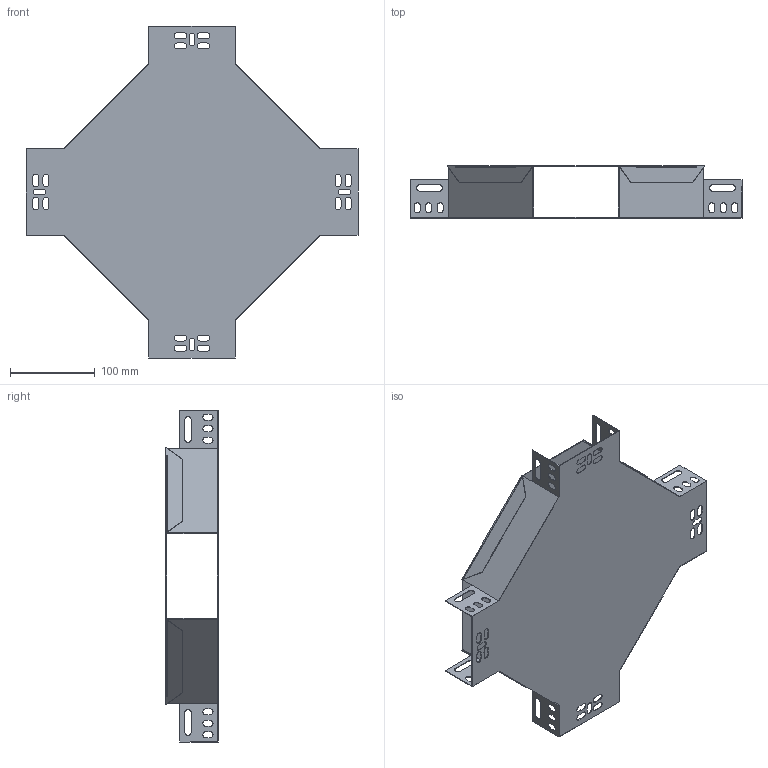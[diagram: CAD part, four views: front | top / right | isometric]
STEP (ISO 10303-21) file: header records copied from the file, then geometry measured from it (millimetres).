
FILE_DESCRIPTION (( 'STEP AP203' ), '1' );
FILE_NAME ('CLP1X-060-100 Êðåñòîâèíà 60õ100.STEP', '2016-03-11T08:21:05', ( '' ), ( '' ), 'SwSTEP 2.0', 'SolidWorks 2014', '' );
FILE_SCHEMA (( 'CONFIG_CONTROL_DESIGN' ));
Length unit declared in the file: millimetre
Products named in the file (1): CLP1X-060-100 Êðåñòîâèíà 60õ100
Bounding box: 391.34 x 61.6 x 391.34 mm (x, y, z)
Volume: 171204.2 mm3; surface area: 431952.4 mm2
Topology: 2 solids, 2 shells, 300 faces, 856 edges, 560 vertices
Faces by surface type: plane 196, cylinder 104
Entity records: 10015 total; most frequent: CARTESIAN_POINT 1717, ORIENTED_EDGE 1712, DIRECTION 1666, EDGE_CURVE 856, VECTOR 648, LINE 648, VERTEX_POINT 560, AXIS2_PLACEMENT_3D 509
